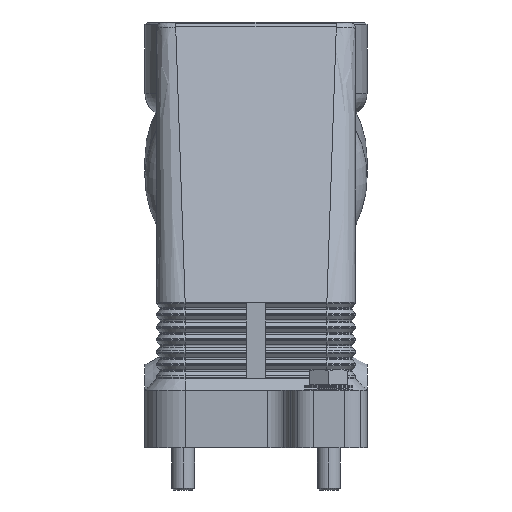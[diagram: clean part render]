
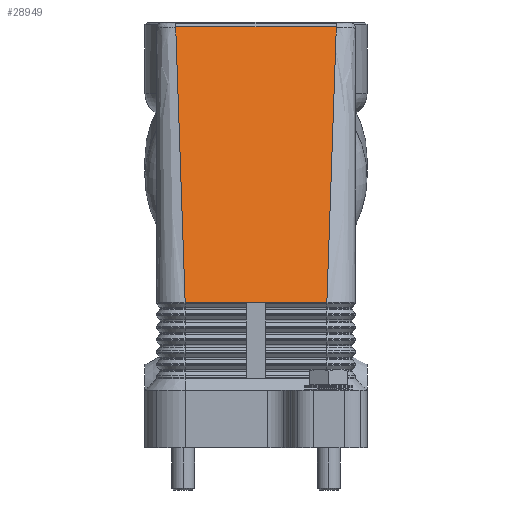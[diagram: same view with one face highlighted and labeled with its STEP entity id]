
A CAD part, left-side view. The second image highlights one B-rep face of the part: STEP entity #28949.
In plain terms, the highlighted planar face has unit normal (-0.965, 0, 0.264).
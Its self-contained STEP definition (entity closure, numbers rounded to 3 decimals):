
#5680=CARTESIAN_POINT('',(-41.302,20.962,109.896));
#5681=VERTEX_POINT('',#5680);
#5689=CARTESIAN_POINT('',(-41.302,-20.962,109.896));
#5690=VERTEX_POINT('',#5689);
#5691=CARTESIAN_POINT('',(-41.302,20.962,109.896));
#5692=DIRECTION('',(0.0,-1.0,0.0));
#5693=VECTOR('',#5692,41.924);
#5694=LINE('',#5691,#5693);
#5695=EDGE_CURVE('',#5681,#5690,#5694,.T.);
#18659=CARTESIAN_POINT('',(-61.0,-2.5,38.));
#18660=VERTEX_POINT('',#18659);
#18678=CARTESIAN_POINT('',(-61.0,-18.5,38.));
#18679=VERTEX_POINT('',#18678);
#18687=CARTESIAN_POINT('',(-61.0,-18.5,38.));
#18688=DIRECTION('',(0.0,1.0,0.0));
#18689=VECTOR('',#18688,16.);
#18690=LINE('',#18687,#18689);
#18691=EDGE_CURVE('',#18679,#18660,#18690,.T.);
#20387=CARTESIAN_POINT('',(-61.0,2.5,38.));
#20388=VERTEX_POINT('',#20387);
#20389=CARTESIAN_POINT('',(-61.0,-2.5,38.));
#20390=DIRECTION('',(0.0,1.0,0.0));
#20391=VECTOR('',#20390,5.0);
#20392=LINE('',#20389,#20391);
#20393=EDGE_CURVE('',#18660,#20388,#20392,.T.);
#22753=CARTESIAN_POINT('',(-61.0,18.5,38.));
#22754=VERTEX_POINT('',#22753);
#22755=CARTESIAN_POINT('',(-61.0,2.5,38.));
#22756=DIRECTION('',(0.0,1.0,0.0));
#22757=VECTOR('',#22756,16.);
#22758=LINE('',#22755,#22757);
#22759=EDGE_CURVE('',#20388,#22754,#22758,.T.);
#24810=CARTESIAN_POINT('',(-42.806,-20.774,104.407));
#24811=VERTEX_POINT('',#24810);
#24812=CARTESIAN_POINT('',(-41.302,-20.962,109.896));
#24813=CARTESIAN_POINT('',(-41.804,-20.9,108.066));
#24814=CARTESIAN_POINT('',(-42.305,-20.837,106.236));
#24815=CARTESIAN_POINT('',(-42.806,-20.774,104.407));
#24816=B_SPLINE_CURVE_WITH_KNOTS('',3,(#24812,#24813,#24814,#24815),.UNSPECIFIED.,.F.,.U.,(4,4),(0.015,0.09),.UNSPECIFIED.);
#24817=EDGE_CURVE('',#5690,#24811,#24816,.T.);
#24819=CARTESIAN_POINT('',(-42.806,-20.774,104.407));
#24820=CARTESIAN_POINT('',(-48.871,-20.016,82.271));
#24821=CARTESIAN_POINT('',(-54.935,-19.258,60.136));
#24822=CARTESIAN_POINT('',(-61.0,-18.5,38.0));
#24823=B_SPLINE_CURVE_WITH_KNOTS('',3,(#24819,#24820,#24821,#24822),.UNSPECIFIED.,.F.,.U.,(4,4),(0.09,1.0),.UNSPECIFIED.);
#24824=EDGE_CURVE('',#24811,#18679,#24823,.T.);
#26451=CARTESIAN_POINT('',(-42.806,20.774,104.407));
#26452=VERTEX_POINT('',#26451);
#26453=CARTESIAN_POINT('',(-41.302,20.962,109.896));
#26454=CARTESIAN_POINT('',(-41.804,20.9,108.066));
#26455=CARTESIAN_POINT('',(-42.305,20.837,106.236));
#26456=CARTESIAN_POINT('',(-42.806,20.774,104.407));
#26457=B_SPLINE_CURVE_WITH_KNOTS('',3,(#26453,#26454,#26455,#26456),.UNSPECIFIED.,.F.,.U.,(4,4),(0.015,0.09),.UNSPECIFIED.);
#26458=EDGE_CURVE('',#5681,#26452,#26457,.T.);
#26484=CARTESIAN_POINT('',(-42.806,20.774,104.407));
#26485=CARTESIAN_POINT('',(-48.871,20.016,82.271));
#26486=CARTESIAN_POINT('',(-54.935,19.258,60.136));
#26487=CARTESIAN_POINT('',(-61.0,18.5,38.0));
#26488=B_SPLINE_CURVE_WITH_KNOTS('',3,(#26484,#26485,#26486,#26487),.UNSPECIFIED.,.F.,.U.,(4,4),(0.09,1.0),.UNSPECIFIED.);
#26489=EDGE_CURVE('',#26452,#22754,#26488,.T.);
#28934=CARTESIAN_POINT('',(-41.0,21.,111.));
#28935=DIRECTION('',(0.964,0.0,-0.264));
#28936=DIRECTION('',(-0.264,0.0,-0.964));
#28937=AXIS2_PLACEMENT_3D('',#28934,#28935,#28936);
#28938=PLANE('',#28937);
#28939=ORIENTED_EDGE('',*,*,#5695,.F.);
#28940=ORIENTED_EDGE('',*,*,#26458,.T.);
#28941=ORIENTED_EDGE('',*,*,#26489,.T.);
#28942=ORIENTED_EDGE('',*,*,#22759,.F.);
#28943=ORIENTED_EDGE('',*,*,#20393,.F.);
#28944=ORIENTED_EDGE('',*,*,#18691,.F.);
#28945=ORIENTED_EDGE('',*,*,#24824,.F.);
#28946=ORIENTED_EDGE('',*,*,#24817,.F.);
#28947=EDGE_LOOP('',(#28939,#28940,#28941,#28942,#28943,#28944,#28945,#28946));
#28948=FACE_OUTER_BOUND('',#28947,.T.);
#28949=ADVANCED_FACE('',(#28948),#28938,.F.);
